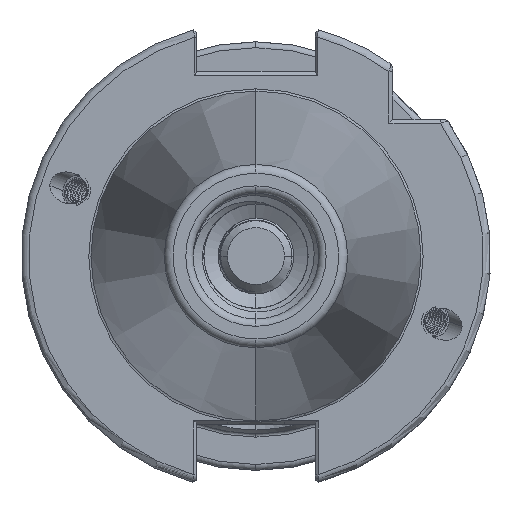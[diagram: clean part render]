
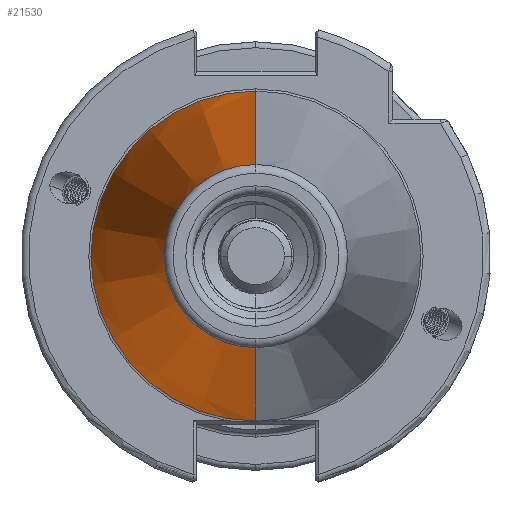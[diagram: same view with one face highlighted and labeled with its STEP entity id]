
A CAD part, left-side view. The second image highlights one B-rep face of the part: STEP entity #21530.
In plain terms, the highlighted conical face has half-angle 8.297 degrees and reference radius 22.692 mm.
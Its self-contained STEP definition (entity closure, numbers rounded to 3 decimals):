
#574 = ORIENTED_EDGE ( 'NONE', *, *, #16535, .F. ) ;
#8176 = DIRECTION ( 'NONE',  ( 0.99, 0., 0.144 ) ) ;
#8183 = DIRECTION ( 'NONE',  ( 1., 0., 0. ) ) ;
#8191 = DIRECTION ( 'NONE',  ( 0., 0., -1. ) ) ;
#8209 = CARTESIAN_POINT ( 'NONE',  ( -2.5, 0., 0. ) ) ;
#8210 = CARTESIAN_POINT ( 'NONE',  ( 0., 0., 22.692 ) ) ;
#8324 = CARTESIAN_POINT ( 'NONE',  ( 0., 0., -22.692 ) ) ;
#8360 = DIRECTION ( 'NONE',  ( 0.99, 0., -0.144 ) ) ;
#10159 = EDGE_LOOP ( 'NONE', ( #31625, #31627, #574, #31626 ) ) ;
#11634 = CARTESIAN_POINT ( 'NONE',  ( 0., 0., 0. ) ) ;
#11644 = DIRECTION ( 'NONE',  ( 1., 0., 0. ) ) ;
#11657 = DIRECTION ( 'NONE',  ( 0., 0., -1. ) ) ;
#15338 = VECTOR ( 'NONE', #8176, 1000. ) ;
#15356 = CIRCLE ( 'NONE', #16411, 22.327 ) ;
#15384 = LINE ( 'NONE', #8210, #15338 ) ;
#15411 = LINE ( 'NONE', #8324, #15428 ) ;
#15428 = VECTOR ( 'NONE', #8360, 1000. ) ;
#16411 = AXIS2_PLACEMENT_3D ( 'NONE', #8209, #8183, #8191 ) ;
#16535 = EDGE_CURVE ( 'NONE', #25212, #25262, #15356, .T. ) ;
#16538 = EDGE_CURVE ( 'NONE', #25218, #25262, #15384, .T. ) ;
#16567 = EDGE_CURVE ( 'NONE', #25047, #25212, #15411, .T. ) ;
#20042 = FACE_OUTER_BOUND ( 'NONE', #10159, .T. ) ;
#20069 = CONICAL_SURFACE ( 'NONE', #20802, 22.692, 0.145 ) ;
#20802 = AXIS2_PLACEMENT_3D ( 'NONE', #11634, #11644, #11657 ) ;
#21530 = ADVANCED_FACE ( 'NONE', ( #20042 ), #20069, .T. ) ;
#23478 = EDGE_CURVE ( 'NONE', #25047, #25218, #26225, .T. ) ;
#23844 = CARTESIAN_POINT ( 'NONE',  ( -70.573, 0., 0. ) ) ;
#23848 = DIRECTION ( 'NONE',  ( 1., 0., 0. ) ) ;
#23867 = DIRECTION ( 'NONE',  ( 0., 0., 1. ) ) ;
#25047 = VERTEX_POINT ( 'NONE', #28026 ) ;
#25212 = VERTEX_POINT ( 'NONE', #26531 ) ;
#25218 = VERTEX_POINT ( 'NONE', #26526 ) ;
#25262 = VERTEX_POINT ( 'NONE', #26541 ) ;
#26225 = CIRCLE ( 'NONE', #35258, 12.4 ) ;
#26526 = CARTESIAN_POINT ( 'NONE',  ( -70.573, 0., 12.4 ) ) ;
#26531 = CARTESIAN_POINT ( 'NONE',  ( -2.5, 0., -22.327 ) ) ;
#26541 = CARTESIAN_POINT ( 'NONE',  ( -2.5, 0., 22.327 ) ) ;
#28026 = CARTESIAN_POINT ( 'NONE',  ( -70.573, 0., -12.4 ) ) ;
#31625 = ORIENTED_EDGE ( 'NONE', *, *, #23478, .T. ) ;
#31626 = ORIENTED_EDGE ( 'NONE', *, *, #16567, .F. ) ;
#31627 = ORIENTED_EDGE ( 'NONE', *, *, #16538, .T. ) ;
#35258 = AXIS2_PLACEMENT_3D ( 'NONE', #23844, #23848, #23867 ) ;
